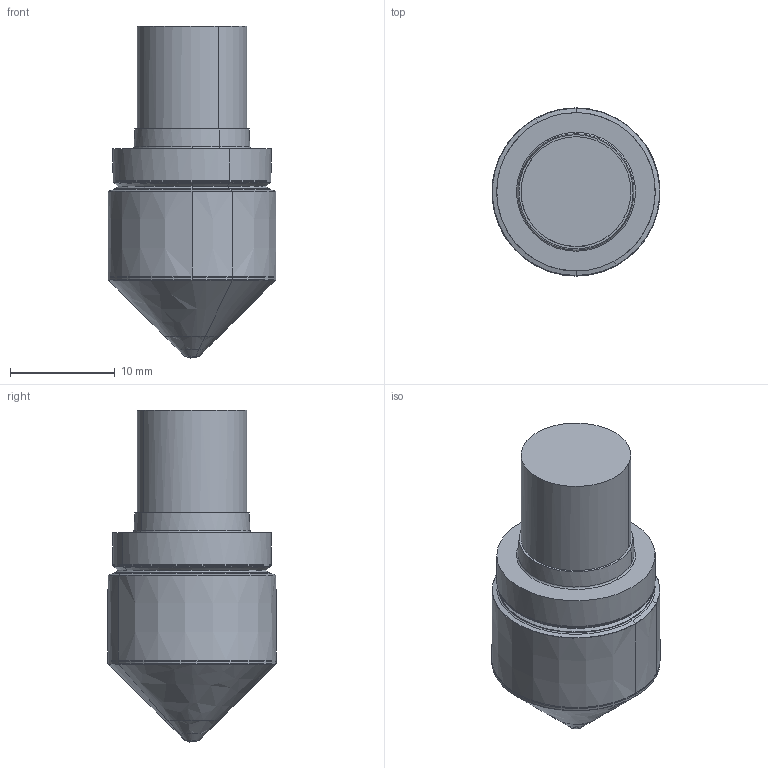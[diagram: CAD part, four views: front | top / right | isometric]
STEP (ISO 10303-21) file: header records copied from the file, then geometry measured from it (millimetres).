
FILE_DESCRIPTION((''),'2;1');
FILE_NAME('45N16016TRRA45','2018-10-18T',('schicker'),(''),'CREO PARAMETRIC BY PTC INC, 2017020','CREO PARAMETRIC BY PTC INC, 2017020','');
FILE_SCHEMA(('AUTOMOTIVE_DESIGN { 1 0 10303 214 1 1 1 1 }'));
Length unit declared in the file: millimetre
Products named in the file (3): NOCUT; CUT; 45N16016TRRA45
Assembly tree (2 placements, depth 2):
  45N16016TRRA45
    NOCUT
    CUT
Bounding box: 16.05 x 16.1 x 31.76 mm (x, y, z)
Volume: 4023.7 mm3; surface area: 1912.8 mm2
Topology: 2 solids, 2 shells, 85 faces, 202 edges, 125 vertices
Faces by surface type: cone 24, torus 20, revolution 20, cylinder 12, plane 7, bspline 2
Entity records: 3510 total; most frequent: CARTESIAN_POINT 659, DIRECTION 484, ORIENTED_EDGE 390, AXIS2_PLACEMENT_3D 213, PRESENTATION_STYLE_ASSIGNMENT 211, STYLED_ITEM 211, CURVE_STYLE 209, EDGE_CURVE 195
